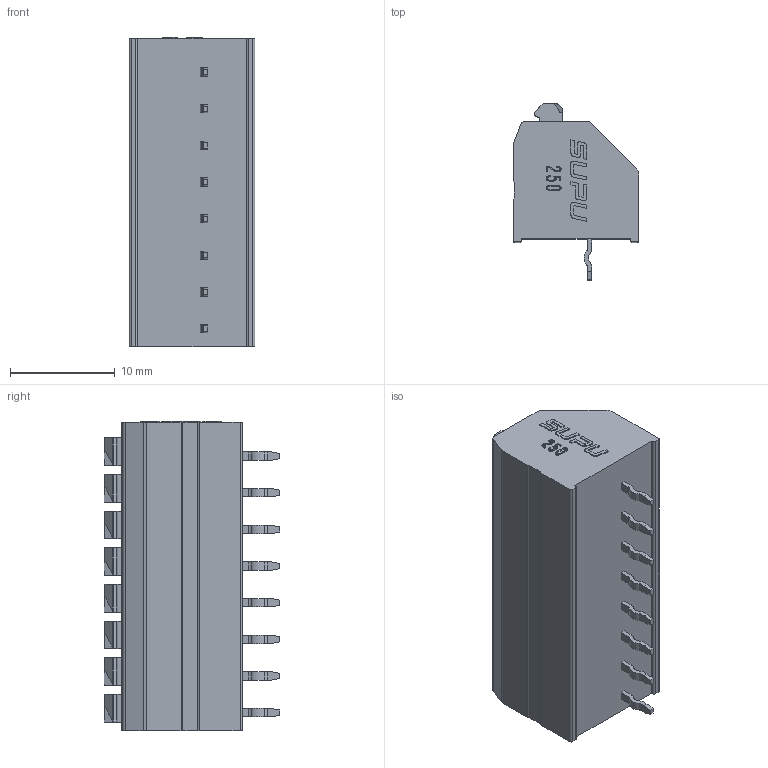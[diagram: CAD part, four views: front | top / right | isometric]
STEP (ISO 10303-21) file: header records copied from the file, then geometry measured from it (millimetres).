
FILE_DESCRIPTION(/* description */ (''),/* implementation_level */ '2;1');
FILE_NAME(/* name */ '250108.stp',/* time_stamp */ '2022-06-11T10:40:19+08:00',/* author */ (''),/* organization */ (''),/* preprocessor_version */ 'ST-DEVELOPER v16.7',/* originating_system */ 'SIEMENS PLM Software NX 12.0',/* authorisation */ '');
FILE_SCHEMA (('AP203_CONFIGURATION_CONTROLLED_3D_DESIGN_OF_MECHANICAL_PARTS_AND_ASSEMBLIES_MIM_LF { 1 0 10303 403 2 1 2}'));
Length unit declared in the file: millimetre
Products named in the file (1): SP0D10CED6aitg
Bounding box: 12 x 16.8 x 29.6 mm (x, y, z)
Volume: 3622.2 mm3; surface area: 2392.1 mm2
Topology: 1 solids, 37 shells, 843 faces, 2224 edges, 1477 vertices
Faces by surface type: plane 577, cylinder 196, extrusion 46, cone 24
Entity records: 27452 total; most frequent: CARTESIAN_POINT 6332, ORIENTED_EDGE 4448, DIRECTION 4180, EDGE_CURVE 2224, VECTOR 1674, LINE 1628, VERTEX_POINT 1477, AXIS2_PLACEMENT_3D 1253
